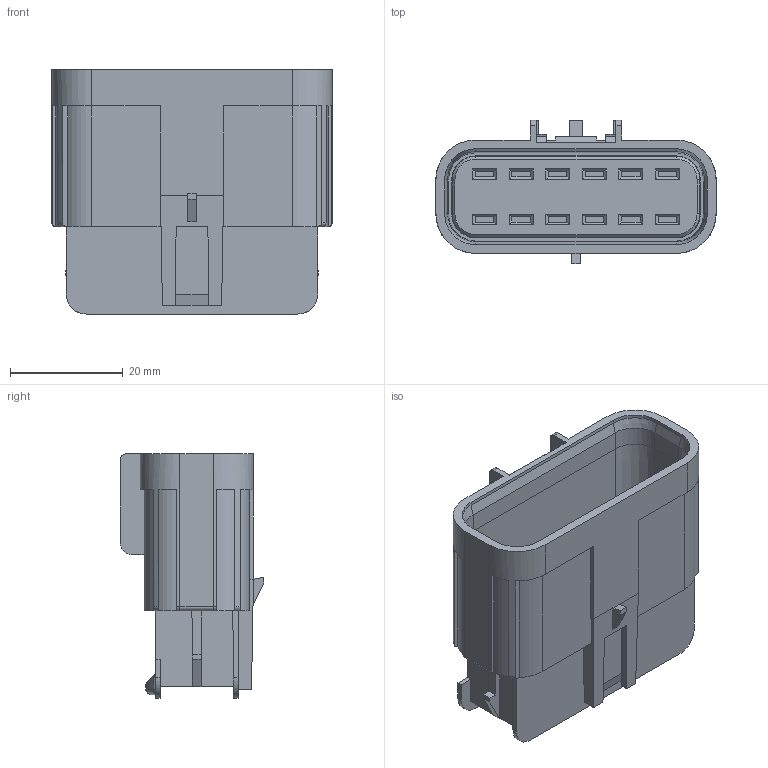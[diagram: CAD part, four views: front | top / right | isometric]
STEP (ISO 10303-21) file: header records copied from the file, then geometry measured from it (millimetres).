
FILE_DESCRIPTION(/* description */ (''),/* implementation_level */ '2;1');
FILE_NAME(/* name */ '15326915-ENV11_05-CONN.stp',/* time_stamp */ '2023-07-06T18:38:06+08:00',/* author */ (''),/* organization */ (''),/* preprocessor_version */ 'ST-DEVELOPER v16',/* originating_system */ 'SIEMENS PLM Software NX 11.0',/* authorisation */ '');
FILE_SCHEMA (('AUTOMOTIVE_DESIGN { 1 0 10303 214 3 1 1 1 }'));
Length unit declared in the file: millimetre
Products named in the file (1): 15326915-ENV11_05-CONN
Bounding box: 49.8 x 25.45 x 43.4 mm (x, y, z)
Volume: 21971 mm3; surface area: 12707.5 mm2
Topology: 1 solids, 1 shells, 330 faces, 831 edges, 515 vertices
Faces by surface type: plane 254, cylinder 36, cone 18, torus 10, bspline 6, sphere 6
Entity records: 9937 total; most frequent: CARTESIAN_POINT 2045, ORIENTED_EDGE 1654, DIRECTION 1575, EDGE_CURVE 827, LINE 665, VECTOR 665, VERTEX_POINT 515, AXIS2_PLACEMENT_3D 455
